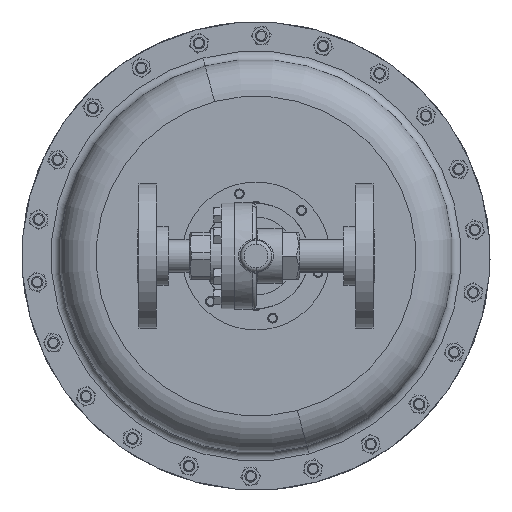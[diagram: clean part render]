
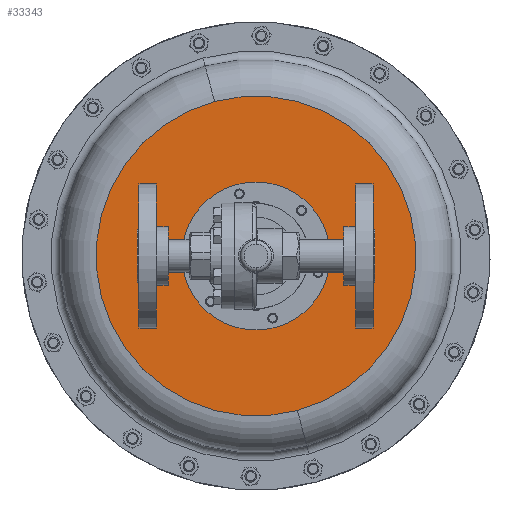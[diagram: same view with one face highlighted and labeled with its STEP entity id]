
A CAD part, front view. The second image highlights one B-rep face of the part: STEP entity #33343.
In plain terms, the highlighted planar face has unit normal (0, -1, 0).
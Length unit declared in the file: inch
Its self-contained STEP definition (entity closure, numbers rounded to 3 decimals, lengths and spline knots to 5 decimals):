
#129 = DIRECTION ( 'NONE',  ( 0., 1., 0. ) ) ;
#572 = DIRECTION ( 'NONE',  ( 0., 1., 0. ) ) ;
#1323 = DIRECTION ( 'NONE',  ( 0., -1., 0. ) ) ;
#1662 = EDGE_LOOP ( 'NONE', ( #9376, #16516 ) ) ;
#2030 = CARTESIAN_POINT ( 'NONE',  ( 1.54942, 9.31137, 3.28012 ) ) ;
#2642 = DIRECTION ( 'NONE',  ( 0.259, 0., -0.966 ) ) ;
#2653 = FACE_OUTER_BOUND ( 'NONE', #1662, .T. ) ;
#4711 = EDGE_LOOP ( 'NONE', ( #13691, #29433 ) ) ;
#4776 = DIRECTION ( 'NONE',  ( -0.707, 0., 0.707 ) ) ;
#5141 = AXIS2_PLACEMENT_3D ( 'NONE', #2030, #21293, #4776 ) ;
#5641 = CIRCLE ( 'NONE', #5141, 2.375 ) ;
#6537 = AXIS2_PLACEMENT_3D ( 'NONE', #16591, #129, #19372 ) ;
#7938 = VERTEX_POINT ( 'NONE', #21453 ) ;
#9376 = ORIENTED_EDGE ( 'NONE', *, *, #24123, .F. ) ;
#11168 = EDGE_CURVE ( 'NONE', #25187, #13793, #32987, .T. ) ;
#13691 = ORIENTED_EDGE ( 'NONE', *, *, #34674, .T. ) ;
#13793 = VERTEX_POINT ( 'NONE', #35824 ) ;
#15008 = PLANE ( 'NONE',  #30051 ) ;
#16516 = ORIENTED_EDGE ( 'NONE', *, *, #11168, .F. ) ;
#16591 = CARTESIAN_POINT ( 'NONE',  ( 1.54942, 9.31137, 3.28012 ) ) ;
#17048 = CARTESIAN_POINT ( 'NONE',  ( 1.54942, 9.31137, 3.28012 ) ) ;
#19120 = DIRECTION ( 'NONE',  ( 0., 1., 0. ) ) ;
#19372 = DIRECTION ( 'NONE',  ( 0.259, 0., -0.966 ) ) ;
#19825 = CIRCLE ( 'NONE', #30319, 2.375 ) ;
#19828 = DIRECTION ( 'NONE',  ( -0.707, 0., 0.707 ) ) ;
#20562 = DIRECTION ( 'NONE',  ( -0.259, 0., 0.966 ) ) ;
#21293 = DIRECTION ( 'NONE',  ( 0., 1., 0. ) ) ;
#21453 = CARTESIAN_POINT ( 'NONE',  ( 3.2288, 9.31137, 1.60074 ) ) ;
#22157 = AXIS2_PLACEMENT_3D ( 'NONE', #35909, #19120, #2642 ) ;
#22851 = CARTESIAN_POINT ( 'NONE',  ( -0.12996, 9.31137, 4.9595 ) ) ;
#23876 = FACE_BOUND ( 'NONE', #4711, .T. ) ;
#24123 = EDGE_CURVE ( 'NONE', #13793, #25187, #33595, .T. ) ;
#25187 = VERTEX_POINT ( 'NONE', #33363 ) ;
#29433 = ORIENTED_EDGE ( 'NONE', *, *, #33468, .T. ) ;
#30051 = AXIS2_PLACEMENT_3D ( 'NONE', #34538, #1323, #20562 ) ;
#30319 = AXIS2_PLACEMENT_3D ( 'NONE', #17048, #572, #19828 ) ;
#30597 = VERTEX_POINT ( 'NONE', #22851 ) ;
#32987 = CIRCLE ( 'NONE', #22157, 5.125 ) ;
#33343 = ADVANCED_FACE ( 'NONE', ( #2653, #23876 ), #15008, .T. ) ;
#33363 = CARTESIAN_POINT ( 'NONE',  ( 0.22298, 9.31137, 8.23049 ) ) ;
#33468 = EDGE_CURVE ( 'NONE', #30597, #7938, #5641, .T. ) ;
#33595 = CIRCLE ( 'NONE', #6537, 5.125 ) ;
#34538 = CARTESIAN_POINT ( 'NONE',  ( -3.40095, 9.31137, 1.95367 ) ) ;
#34674 = EDGE_CURVE ( 'NONE', #7938, #30597, #19825, .T. ) ;
#35824 = CARTESIAN_POINT ( 'NONE',  ( 2.87587, 9.31137, -1.67025 ) ) ;
#35909 = CARTESIAN_POINT ( 'NONE',  ( 1.54942, 9.31137, 3.28012 ) ) ;
